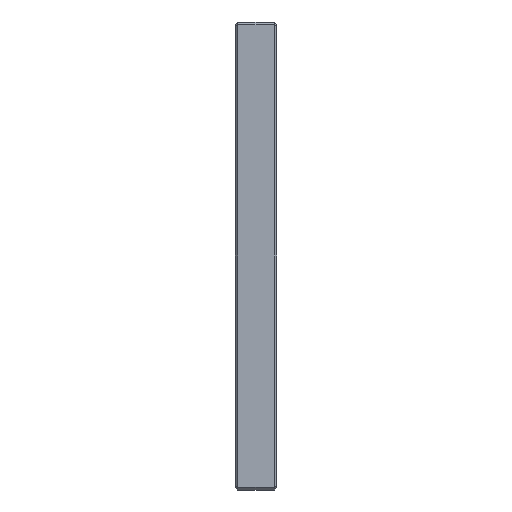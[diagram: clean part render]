
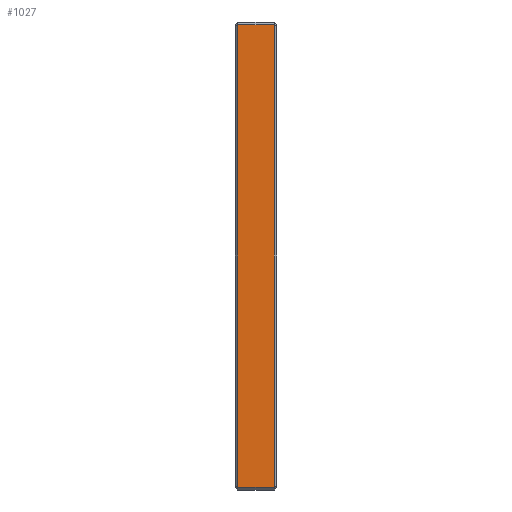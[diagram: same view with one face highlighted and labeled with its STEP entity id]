
A CAD part, left-side view. The second image highlights one B-rep face of the part: STEP entity #1027.
In plain terms, the highlighted planar face has unit normal (-1, 0, 0).
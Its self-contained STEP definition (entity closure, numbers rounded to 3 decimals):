
#210 = DIRECTION ( 'NONE',  ( 0., 0., -1. ) ) ;
#366 = CARTESIAN_POINT ( 'NONE',  ( -45., 0.5, -44.5 ) ) ;
#502 = CARTESIAN_POINT ( 'NONE',  ( -45., 0.5, -45. ) ) ;
#538 = VECTOR ( 'NONE', #2209, 1000. ) ;
#617 = DIRECTION ( 'NONE',  ( 0., -1., 0. ) ) ;
#648 = VERTEX_POINT ( 'NONE', #2433 ) ;
#733 = CARTESIAN_POINT ( 'NONE',  ( -45., 7.5, 44.5 ) ) ;
#797 = LINE ( 'NONE', #502, #538 ) ;
#946 = CARTESIAN_POINT ( 'NONE',  ( -45., 8., 44.5 ) ) ;
#965 = VERTEX_POINT ( 'NONE', #733 ) ;
#1027 = ADVANCED_FACE ( 'NONE', ( #3424 ), #2877, .F. ) ;
#1271 = EDGE_CURVE ( 'NONE', #648, #965, #2817, .T. ) ;
#1542 = CARTESIAN_POINT ( 'NONE',  ( -45., 7.5, -44.5 ) ) ;
#1593 = CARTESIAN_POINT ( 'NONE',  ( -45., 7.5, -44.5 ) ) ;
#1663 = AXIS2_PLACEMENT_3D ( 'NONE', #3458, #2052, #1794 ) ;
#1681 = CARTESIAN_POINT ( 'NONE',  ( -45., 8., -44.5 ) ) ;
#1707 = VERTEX_POINT ( 'NONE', #366 ) ;
#1711 = VECTOR ( 'NONE', #2853, 1000. ) ;
#1783 = VECTOR ( 'NONE', #617, 1000. ) ;
#1794 = DIRECTION ( 'NONE',  ( 0., 0., -1. ) ) ;
#2052 = DIRECTION ( 'NONE',  ( 1., 0., 0. ) ) ;
#2069 = ORIENTED_EDGE ( 'NONE', *, *, #2849, .T. ) ;
#2209 = DIRECTION ( 'NONE',  ( 0., 0., 1. ) ) ;
#2318 = VERTEX_POINT ( 'NONE', #1593 ) ;
#2433 = CARTESIAN_POINT ( 'NONE',  ( -45., 0.5, 44.5 ) ) ;
#2468 = VECTOR ( 'NONE', #210, 1000. ) ;
#2486 = ORIENTED_EDGE ( 'NONE', *, *, #1271, .T. ) ;
#2531 = ORIENTED_EDGE ( 'NONE', *, *, #2776, .T. ) ;
#2573 = ORIENTED_EDGE ( 'NONE', *, *, #3333, .T. ) ;
#2759 = LINE ( 'NONE', #1681, #1783 ) ;
#2776 = EDGE_CURVE ( 'NONE', #1707, #648, #797, .T. ) ;
#2817 = LINE ( 'NONE', #946, #1711 ) ;
#2849 = EDGE_CURVE ( 'NONE', #2318, #1707, #2759, .T. ) ;
#2853 = DIRECTION ( 'NONE',  ( 0., 1., 0. ) ) ;
#2861 = EDGE_LOOP ( 'NONE', ( #2069, #2531, #2486, #2573 ) ) ;
#2877 = PLANE ( 'NONE',  #1663 ) ;
#3191 = LINE ( 'NONE', #1542, #2468 ) ;
#3333 = EDGE_CURVE ( 'NONE', #965, #2318, #3191, .T. ) ;
#3424 = FACE_OUTER_BOUND ( 'NONE', #2861, .T. ) ;
#3458 = CARTESIAN_POINT ( 'NONE',  ( -45., 8., -45. ) ) ;
